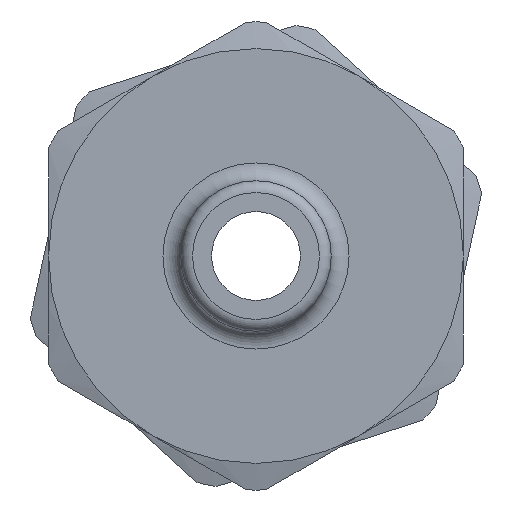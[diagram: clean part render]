
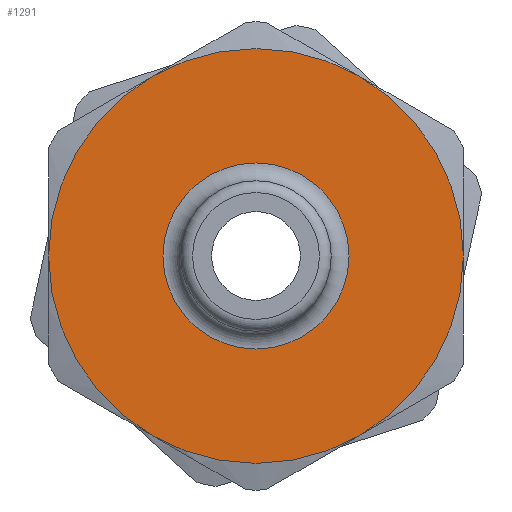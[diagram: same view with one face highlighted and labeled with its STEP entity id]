
A CAD part, left-side view. The second image highlights one B-rep face of the part: STEP entity #1291.
In plain terms, the highlighted planar face has unit normal (-1, 0, 0).
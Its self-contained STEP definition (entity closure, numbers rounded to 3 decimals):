
#77=FACE_BOUND('',#352,.T.);
#91=PLANE('',#1489);
#271=FACE_OUTER_BOUND('',#351,.T.);
#351=EDGE_LOOP('',(#1021,#1022,#1023,#1024,#1025,#1026));
#352=EDGE_LOOP('',(#1027,#1028));
#438=CIRCLE('',#1458,3.5);
#439=CIRCLE('',#1460,3.5);
#440=CIRCLE('',#1462,3.5);
#441=CIRCLE('',#1464,3.5);
#442=CIRCLE('',#1466,3.5);
#453=CIRCLE('',#1482,1.57);
#454=CIRCLE('',#1483,1.57);
#459=CIRCLE('',#1490,3.5);
#533=VERTEX_POINT('',#2075);
#539=VERTEX_POINT('',#2096);
#545=VERTEX_POINT('',#2117);
#551=VERTEX_POINT('',#2138);
#557=VERTEX_POINT('',#2159);
#567=VERTEX_POINT('',#2220);
#577=VERTEX_POINT('',#2260);
#578=VERTEX_POINT('',#2262);
#720=EDGE_CURVE('',#533,#567,#438,.T.);
#723=EDGE_CURVE('',#567,#557,#439,.T.);
#724=EDGE_CURVE('',#557,#551,#440,.T.);
#725=EDGE_CURVE('',#551,#545,#441,.T.);
#726=EDGE_CURVE('',#545,#539,#442,.T.);
#738=EDGE_CURVE('',#577,#578,#453,.T.);
#739=EDGE_CURVE('',#578,#577,#454,.T.);
#745=EDGE_CURVE('',#539,#533,#459,.T.);
#1021=ORIENTED_EDGE('',*,*,#723,.F.);
#1022=ORIENTED_EDGE('',*,*,#720,.F.);
#1023=ORIENTED_EDGE('',*,*,#745,.F.);
#1024=ORIENTED_EDGE('',*,*,#726,.F.);
#1025=ORIENTED_EDGE('',*,*,#725,.F.);
#1026=ORIENTED_EDGE('',*,*,#724,.F.);
#1027=ORIENTED_EDGE('',*,*,#739,.F.);
#1028=ORIENTED_EDGE('',*,*,#738,.F.);
#1291=ADVANCED_FACE('',(#271,#77),#91,.T.);
#1458=AXIS2_PLACEMENT_3D('',#2221,#1730,#1731);
#1460=AXIS2_PLACEMENT_3D('',#2229,#1734,#1735);
#1462=AXIS2_PLACEMENT_3D('',#2231,#1738,#1739);
#1464=AXIS2_PLACEMENT_3D('',#2233,#1742,#1743);
#1466=AXIS2_PLACEMENT_3D('',#2235,#1746,#1747);
#1482=AXIS2_PLACEMENT_3D('',#2263,#1779,#1780);
#1483=AXIS2_PLACEMENT_3D('',#2264,#1781,#1782);
#1489=AXIS2_PLACEMENT_3D('',#2274,#1794,#1795);
#1490=AXIS2_PLACEMENT_3D('',#2275,#1796,#1797);
#1730=DIRECTION('center_axis',(1.,0.,0.));
#1731=DIRECTION('ref_axis',(0.,1.,0.));
#1734=DIRECTION('center_axis',(1.,0.,0.));
#1735=DIRECTION('ref_axis',(0.,1.,0.));
#1738=DIRECTION('center_axis',(1.,0.,0.));
#1739=DIRECTION('ref_axis',(0.,1.,0.));
#1742=DIRECTION('center_axis',(1.,0.,0.));
#1743=DIRECTION('ref_axis',(0.,1.,0.));
#1746=DIRECTION('center_axis',(1.,0.,0.));
#1747=DIRECTION('ref_axis',(0.,1.,0.));
#1779=DIRECTION('center_axis',(-1.,0.,0.));
#1780=DIRECTION('ref_axis',(0.,-1.,0.));
#1781=DIRECTION('center_axis',(-1.,0.,0.));
#1782=DIRECTION('ref_axis',(0.,-1.,0.));
#1794=DIRECTION('center_axis',(-1.,0.,0.));
#1795=DIRECTION('ref_axis',(0.,0.,1.));
#1796=DIRECTION('center_axis',(1.,0.,0.));
#1797=DIRECTION('ref_axis',(0.,1.,0.));
#2075=CARTESIAN_POINT('',(5.,1.75,-3.031));
#2096=CARTESIAN_POINT('',(5.,-1.75,-3.031));
#2117=CARTESIAN_POINT('',(5.,-3.5,0.));
#2138=CARTESIAN_POINT('',(5.,-1.75,3.031));
#2159=CARTESIAN_POINT('',(5.,1.75,3.031));
#2220=CARTESIAN_POINT('',(5.,3.5,0.));
#2221=CARTESIAN_POINT('Origin',(5.,0.,0.));
#2229=CARTESIAN_POINT('Origin',(5.,0.,0.));
#2231=CARTESIAN_POINT('Origin',(5.,0.,0.));
#2233=CARTESIAN_POINT('Origin',(5.,0.,0.));
#2235=CARTESIAN_POINT('Origin',(5.,0.,0.));
#2260=CARTESIAN_POINT('',(5.,0.,1.57));
#2262=CARTESIAN_POINT('',(5.,1.57,0.));
#2263=CARTESIAN_POINT('Origin',(5.,0.,0.));
#2264=CARTESIAN_POINT('Origin',(5.,0.,0.));
#2274=CARTESIAN_POINT('Origin',(5.,2.385,0.));
#2275=CARTESIAN_POINT('Origin',(5.,0.,0.));
